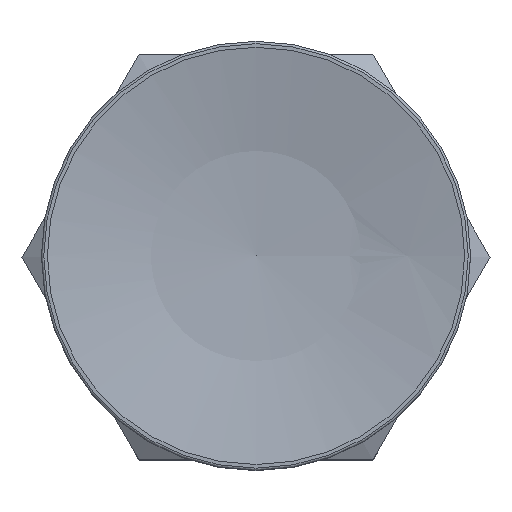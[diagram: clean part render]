
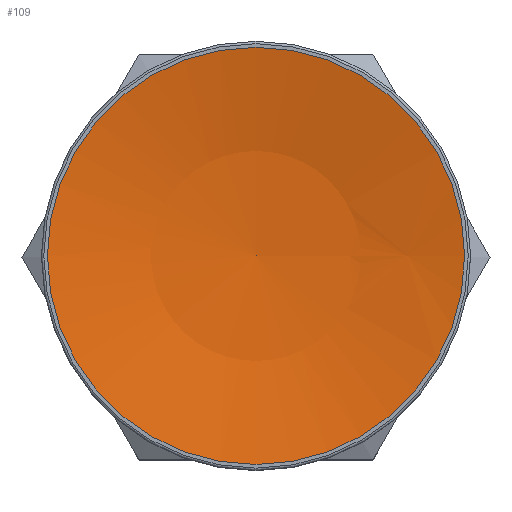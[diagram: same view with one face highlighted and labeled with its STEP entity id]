
A CAD part, top view. The second image highlights one B-rep face of the part: STEP entity #109.
In plain terms, the highlighted spherical face has radius 38.781 mm.
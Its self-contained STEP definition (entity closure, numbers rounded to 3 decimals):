
#109 = ADVANCED_FACE( '', ( #241 ), #242, .F. );
#241 = FACE_OUTER_BOUND( '', #384, .T. );
#242 = SPHERICAL_SURFACE( '', #385, 38.781 );
#384 = EDGE_LOOP( '', ( #604 ) );
#385 = AXIS2_PLACEMENT_3D( '', #605, #606, #607 );
#604 = ORIENTED_EDGE( '', *, *, #730, .T. );
#605 = CARTESIAN_POINT( '', ( 0., 0., 53.281 ) );
#606 = DIRECTION( '', ( 0., 0., 1. ) );
#607 = DIRECTION( '', ( 1., 0., 0. ) );
#730 = EDGE_CURVE( '', #838, #838, #839, .T. );
#838 = VERTEX_POINT( '', #991 );
#839 = CIRCLE( '', #992, 8.75 );
#991 = CARTESIAN_POINT( '', ( 8.75, 0., 15.5 ) );
#992 = AXIS2_PLACEMENT_3D( '', #1347, #1348, #1349 );
#1347 = CARTESIAN_POINT( '', ( 0., 0., 15.5 ) );
#1348 = DIRECTION( '', ( 0., 0., 1. ) );
#1349 = DIRECTION( '', ( 1., 0., 0. ) );
